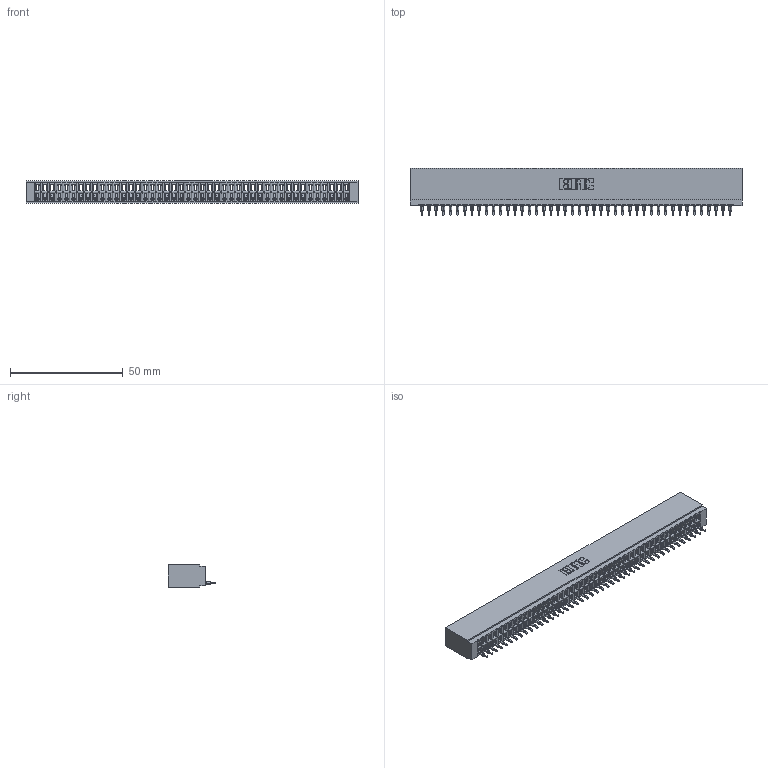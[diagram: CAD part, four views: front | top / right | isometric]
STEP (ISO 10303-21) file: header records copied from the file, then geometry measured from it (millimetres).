
FILE_DESCRIPTION (( 'STEP AP203' ), '1' );
FILE_NAME ('746-044-520-501.STEP', '2026-03-04T17:10:32', ( '' ), ( '' ), 'SwSTEP 2.0', 'SolidWorks 2023', '' );
FILE_SCHEMA (( 'CONFIG_CONTROL_DESIGN' ));
Length unit declared in the file: millimetre
Products named in the file (3): 746-044-520-501; 746-292-001_520; 746 Part_.340 Slot Depth - 01
Assembly tree (45 placements, depth 2):
  746-044-520-501
    746 Part_.340 Slot Depth - 01
    746-292-001_520  x44
Bounding box: 146.94 x 20.82 x 9.91 mm (x, y, z)
Volume: 16417.1 mm3; surface area: 21845 mm2
Topology: 45 solids, 45 shells, 4849 faces, 13771 edges, 8843 vertices
Faces by surface type: plane 2827, bspline 880, cylinder 878, torus 264
Entity records: 66205 total; most frequent: CARTESIAN_POINT 13381, ORIENTED_EDGE 11632, DIRECTION 9620, EDGE_CURVE 5816, VECTOR 5192, LINE 5192, VERTEX_POINT 3855, AXIS2_PLACEMENT_3D 2214
